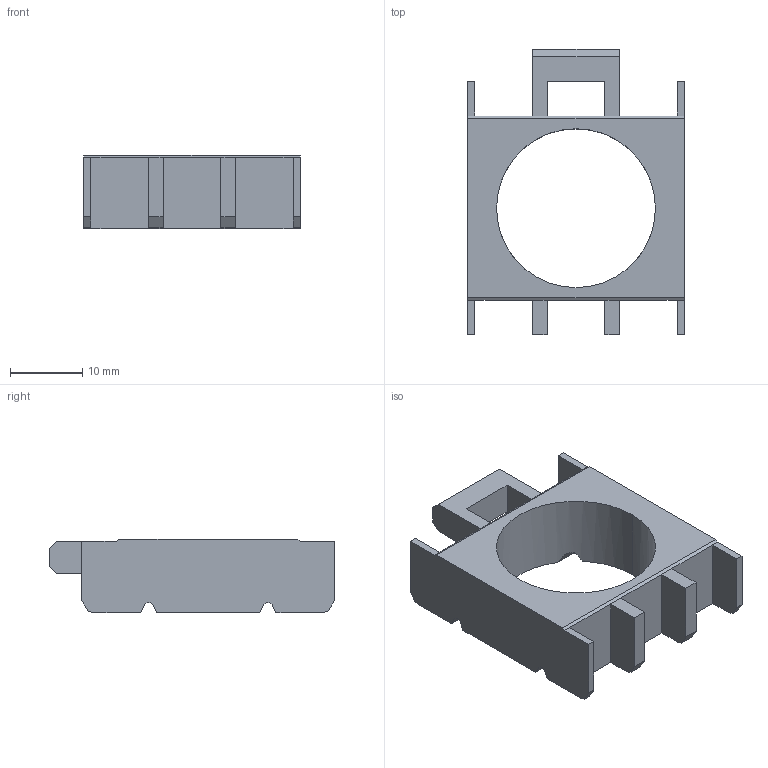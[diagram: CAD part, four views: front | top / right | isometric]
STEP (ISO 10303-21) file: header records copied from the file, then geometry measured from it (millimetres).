
FILE_DESCRIPTION((''),'2;1');
FILE_NAME('3d_LPXAU120.stp','2012-10-03T09:48:12',(''),(''),'Mechanical Desktop 2011','Mechanical Desktop 2011',', , ');
FILE_SCHEMA(('CONFIG_CONTROL_DESIGN'));
Length unit declared in the file: millimetre
Products named in the file (1): Product
Bounding box: 30 x 39.5 x 10.15 mm (x, y, z)
Volume: 4627.9 mm3; surface area: 3663.9 mm2
Topology: 1 solids, 1 shells, 85 faces, 244 edges, 158 vertices
Faces by surface type: plane 83, cylinder 2
Entity records: 2837 total; most frequent: CARTESIAN_POINT 488, ORIENTED_EDGE 488, DIRECTION 444, EDGE_CURVE 244, VECTOR 216, LINE 216, VERTEX_POINT 158, AXIS2_PLACEMENT_3D 114
